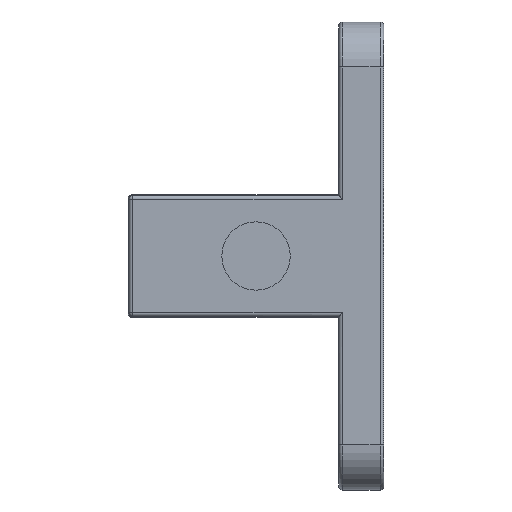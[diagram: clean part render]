
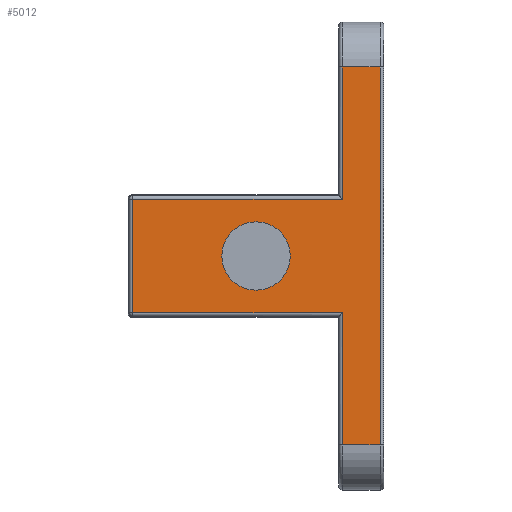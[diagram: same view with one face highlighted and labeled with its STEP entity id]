
A CAD part, front view. The second image highlights one B-rep face of the part: STEP entity #5012.
In plain terms, the highlighted planar face has unit normal (0, -1, 0).
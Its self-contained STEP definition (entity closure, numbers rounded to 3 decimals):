
#1479=DIRECTION('',(-1.,0.,0.));
#1480=VECTOR('',#1479,11.666);
#1481=CARTESIAN_POINT('',(4.8,-15.2,3.166));
#1482=LINE('',#1481,#1480);
#1653=DIRECTION('',(0.,0.,1.));
#1654=VECTOR('',#1653,7.334);
#1655=CARTESIAN_POINT('',(4.8,-15.2,-10.5));
#1656=LINE('',#1655,#1654);
#1657=DIRECTION('',(0.,0.,-1.));
#1658=VECTOR('',#1657,6.332);
#1659=CARTESIAN_POINT('',(-6.866,-15.2,3.166));
#1660=LINE('',#1659,#1658);
#1661=DIRECTION('',(0.,0.,1.));
#1662=VECTOR('',#1661,7.334);
#1663=CARTESIAN_POINT('',(4.8,-15.2,3.166));
#1664=LINE('',#1663,#1662);
#1665=DIRECTION('',(1.,0.,0.));
#1666=VECTOR('',#1665,2.1);
#1667=CARTESIAN_POINT('',(4.8,-15.2,10.5));
#1668=LINE('',#1667,#1666);
#1669=DIRECTION('',(0.,0.,1.));
#1670=VECTOR('',#1669,21.);
#1671=CARTESIAN_POINT('',(6.9,-15.2,-10.5));
#1672=LINE('',#1671,#1670);
#1673=DIRECTION('',(-1.,0.,0.));
#1674=VECTOR('',#1673,2.1);
#1675=CARTESIAN_POINT('',(6.9,-15.2,-10.5));
#1676=LINE('',#1675,#1674);
#1863=DIRECTION('',(1.,0.,0.));
#1864=VECTOR('',#1863,11.666);
#1865=CARTESIAN_POINT('',(-6.866,-15.2,-3.166));
#1866=LINE('',#1865,#1864);
#1882=CARTESIAN_POINT('',(0.,-15.2,0.));
#1883=DIRECTION('',(0.,1.,0.));
#1884=DIRECTION('',(1.,0.,0.));
#1885=AXIS2_PLACEMENT_3D('',#1882,#1883,#1884);
#1891=CARTESIAN_POINT('',(0.,-15.2,0.));
#1892=DIRECTION('',(0.,1.,0.));
#1893=DIRECTION('',(-1.,0.,0.));
#1894=AXIS2_PLACEMENT_3D('',#1891,#1892,#1893);
#2336=CARTESIAN_POINT('',(-6.866,-15.2,3.166));
#2337=CARTESIAN_POINT('',(-6.866,-15.2,-3.166));
#2338=VERTEX_POINT('',#2336);
#2339=VERTEX_POINT('',#2337);
#2375=CARTESIAN_POINT('',(4.8,-15.2,-10.5));
#2376=CARTESIAN_POINT('',(4.8,-15.2,-3.166));
#2377=VERTEX_POINT('',#2375);
#2378=VERTEX_POINT('',#2376);
#2417=CARTESIAN_POINT('',(4.8,-15.2,10.5));
#2418=VERTEX_POINT('',#2417);
#2421=CARTESIAN_POINT('',(4.8,-15.2,3.166));
#2422=VERTEX_POINT('',#2421);
#2439=CARTESIAN_POINT('',(6.9,-15.2,10.5));
#2440=VERTEX_POINT('',#2439);
#2443=CARTESIAN_POINT('',(6.9,-15.2,-10.5));
#2444=VERTEX_POINT('',#2443);
#2505=CARTESIAN_POINT('',(1.9,-15.2,0.));
#2506=CARTESIAN_POINT('',(-1.9,-15.2,0.));
#2507=VERTEX_POINT('',#2505);
#2508=VERTEX_POINT('',#2506);
#4986=CARTESIAN_POINT('',(4.6,-15.2,-13.));
#4987=DIRECTION('',(0.,-1.,0.));
#4988=DIRECTION('',(1.,0.,0.));
#4989=AXIS2_PLACEMENT_3D('',#4986,#4987,#4988);
#4990=PLANE('',#4989);
#4992=ORIENTED_EDGE('',*,*,#4991,.T.);
#4994=ORIENTED_EDGE('',*,*,#4993,.F.);
#4996=ORIENTED_EDGE('',*,*,#4995,.F.);
#4997=ORIENTED_EDGE('',*,*,#4774,.F.);
#4998=ORIENTED_EDGE('',*,*,#4789,.T.);
#4999=ORIENTED_EDGE('',*,*,#4969,.T.);
#5001=ORIENTED_EDGE('',*,*,#5000,.F.);
#5003=ORIENTED_EDGE('',*,*,#5002,.T.);
#5004=EDGE_LOOP('',(#4992,#4994,#4996,#4997,#4998,#4999,#5001,#5003));
#5005=FACE_OUTER_BOUND('',#5004,.F.);
#5007=ORIENTED_EDGE('',*,*,#5006,.F.);
#5009=ORIENTED_EDGE('',*,*,#5008,.F.);
#5010=EDGE_LOOP('',(#5007,#5009));
#5011=FACE_BOUND('',#5010,.F.);
#5012=ADVANCED_FACE('',(#5005,#5011),#4990,.T.);
#1886=CIRCLE('',#1885,1.9);
#1895=CIRCLE('',#1894,1.9);
#4774=EDGE_CURVE('',#2422,#2338,#1482,.T.);
#4789=EDGE_CURVE('',#2422,#2418,#1664,.T.);
#4969=EDGE_CURVE('',#2418,#2440,#1668,.T.);
#4991=EDGE_CURVE('',#2377,#2378,#1656,.T.);
#4993=EDGE_CURVE('',#2339,#2378,#1866,.T.);
#4995=EDGE_CURVE('',#2338,#2339,#1660,.T.);
#5000=EDGE_CURVE('',#2444,#2440,#1672,.T.);
#5002=EDGE_CURVE('',#2444,#2377,#1676,.T.);
#5006=EDGE_CURVE('',#2507,#2508,#1886,.T.);
#5008=EDGE_CURVE('',#2508,#2507,#1895,.T.);
